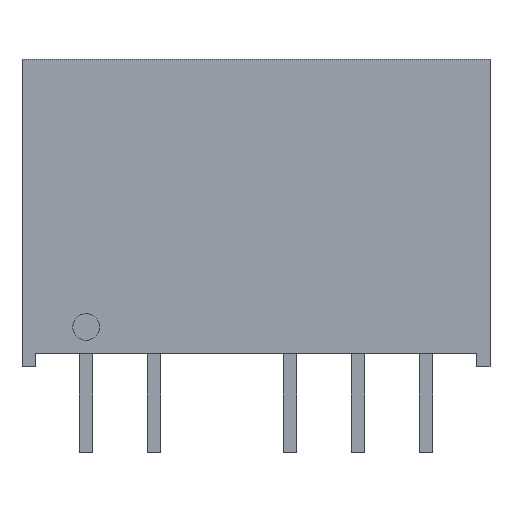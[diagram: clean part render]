
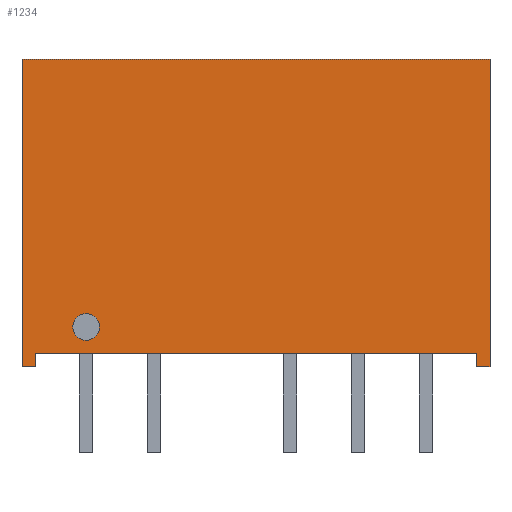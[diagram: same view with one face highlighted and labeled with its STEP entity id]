
A CAD part, front view. The second image highlights one B-rep face of the part: STEP entity #1234.
In plain terms, the highlighted planar face has unit normal (0, -1, 0).
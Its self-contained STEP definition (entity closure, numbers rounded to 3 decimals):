
#932=CARTESIAN_POINT('',(-5.85,-4.06,1.5));
#933=VERTEX_POINT('',#932);
#949=CARTESIAN_POINT('',(-6.85,-4.06,1.5));
#950=VERTEX_POINT('',#949);
#957=CARTESIAN_POINT('',(-6.35,-4.06,1.5));
#958=DIRECTION('',(0.0,1.0,0.0));
#959=DIRECTION('',(1.0,0.0,0.0));
#960=AXIS2_PLACEMENT_3D('',#957,#958,#959);
#961=CIRCLE('',#960,0.5);
#962=EDGE_CURVE('',#933,#950,#961,.T.);
#973=CARTESIAN_POINT('',(-6.35,-4.06,1.5));
#974=DIRECTION('',(0.0,1.0,0.0));
#975=DIRECTION('',(1.0,0.0,0.0));
#976=AXIS2_PLACEMENT_3D('',#973,#974,#975);
#977=CIRCLE('',#976,0.5);
#978=EDGE_CURVE('',#950,#933,#977,.T.);
#1008=CARTESIAN_POINT('',(8.75,-4.06,0.0));
#1009=VERTEX_POINT('',#1008);
#1016=CARTESIAN_POINT('',(8.25,-4.06,0.0));
#1017=VERTEX_POINT('',#1016);
#1018=CARTESIAN_POINT('',(8.75,-4.06,0.0));
#1019=DIRECTION('',(-1.0,0.0,0.0));
#1020=VECTOR('',#1019,0.5);
#1021=LINE('',#1018,#1020);
#1022=EDGE_CURVE('',#1009,#1017,#1021,.T.);
#1055=CARTESIAN_POINT('',(8.25,-4.06,0.5));
#1056=VERTEX_POINT('',#1055);
#1057=CARTESIAN_POINT('',(8.25,-4.06,0.5));
#1058=DIRECTION('',(0.0,0.0,-1.0));
#1059=VECTOR('',#1058,0.5);
#1060=LINE('',#1057,#1059);
#1061=EDGE_CURVE('',#1056,#1017,#1060,.T.);
#1078=CARTESIAN_POINT('',(-8.25,-4.06,0.5));
#1079=VERTEX_POINT('',#1078);
#1080=CARTESIAN_POINT('',(8.25,-4.06,0.5));
#1081=DIRECTION('',(-1.0,0.0,0.0));
#1082=VECTOR('',#1081,16.5);
#1083=LINE('',#1080,#1082);
#1084=EDGE_CURVE('',#1056,#1079,#1083,.T.);
#1108=CARTESIAN_POINT('',(8.75,-4.06,11.5));
#1109=VERTEX_POINT('',#1108);
#1126=CARTESIAN_POINT('',(-8.75,-4.06,11.5));
#1127=VERTEX_POINT('',#1126);
#1134=CARTESIAN_POINT('',(-8.75,-4.06,11.5));
#1135=DIRECTION('',(1.0,0.0,0.0));
#1136=VECTOR('',#1135,17.5);
#1137=LINE('',#1134,#1136);
#1138=EDGE_CURVE('',#1127,#1109,#1137,.T.);
#1148=CARTESIAN_POINT('',(8.75,-4.06,11.5));
#1149=DIRECTION('',(0.0,0.0,-1.0));
#1150=VECTOR('',#1149,11.5);
#1151=LINE('',#1148,#1150);
#1152=EDGE_CURVE('',#1109,#1009,#1151,.T.);
#1172=CARTESIAN_POINT('',(-8.25,-4.06,0.0));
#1173=VERTEX_POINT('',#1172);
#1180=CARTESIAN_POINT('',(-8.75,-4.06,0.0));
#1181=VERTEX_POINT('',#1180);
#1182=CARTESIAN_POINT('',(-8.25,-4.06,0.0));
#1183=DIRECTION('',(-1.0,0.0,0.0));
#1184=VECTOR('',#1183,0.5);
#1185=LINE('',#1182,#1184);
#1186=EDGE_CURVE('',#1173,#1181,#1185,.T.);
#1205=CARTESIAN_POINT('',(-8.5,-4.06,0.25));
#1206=DIRECTION('',(0.0,1.0,0.0));
#1207=DIRECTION('',(0.0,0.0,1.0));
#1208=AXIS2_PLACEMENT_3D('',#1205,#1206,#1207);
#1209=PLANE('',#1208);
#1210=CARTESIAN_POINT('',(-8.75,-4.06,11.5));
#1211=DIRECTION('',(0.0,0.0,-1.0));
#1212=VECTOR('',#1211,11.5);
#1213=LINE('',#1210,#1212);
#1214=EDGE_CURVE('',#1127,#1181,#1213,.T.);
#1215=ORIENTED_EDGE('',*,*,#1214,.T.);
#1216=ORIENTED_EDGE('',*,*,#1186,.F.);
#1217=CARTESIAN_POINT('',(-8.25,-4.06,0.5));
#1218=DIRECTION('',(0.0,0.0,-1.0));
#1219=VECTOR('',#1218,0.5);
#1220=LINE('',#1217,#1219);
#1221=EDGE_CURVE('',#1079,#1173,#1220,.T.);
#1222=ORIENTED_EDGE('',*,*,#1221,.F.);
#1223=ORIENTED_EDGE('',*,*,#1084,.F.);
#1224=ORIENTED_EDGE('',*,*,#1061,.T.);
#1225=ORIENTED_EDGE('',*,*,#1022,.F.);
#1226=ORIENTED_EDGE('',*,*,#1152,.F.);
#1227=ORIENTED_EDGE('',*,*,#1138,.F.);
#1228=EDGE_LOOP('',(#1215,#1216,#1222,#1223,#1224,#1225,#1226,#1227));
#1229=FACE_OUTER_BOUND('',#1228,.T.);
#1230=ORIENTED_EDGE('',*,*,#962,.T.);
#1231=ORIENTED_EDGE('',*,*,#978,.T.);
#1232=EDGE_LOOP('',(#1230,#1231));
#1233=FACE_BOUND('',#1232,.T.);
#1234=ADVANCED_FACE('',(#1229,#1233),#1209,.F.);
